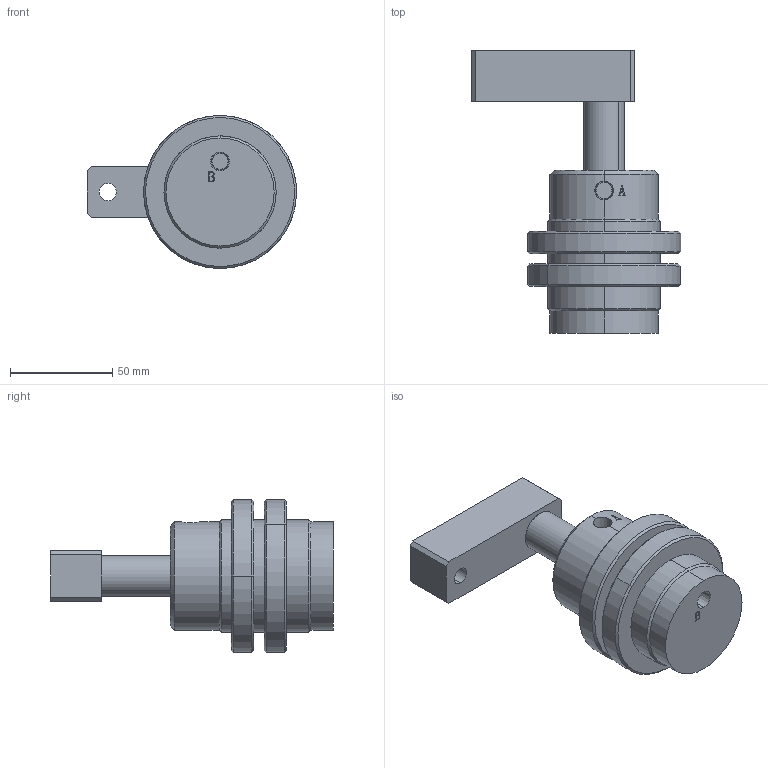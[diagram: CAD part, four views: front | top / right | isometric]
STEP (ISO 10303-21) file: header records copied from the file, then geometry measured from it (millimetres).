
FILE_DESCRIPTION (( 'STEP AP203' ), '1' );
FILE_NAME ('HNTS-40.STEP', '2019-10-16T03:52:37', ( '微软用户' ), ( '微软中国' ), 'SwSTEP 2.0', 'SolidWorks 2012', '' );
FILE_SCHEMA (( 'CONFIG_CONTROL_DESIGN' ));
Length unit declared in the file: millimetre
Products named in the file (5): HNTS-40; HNTS-40蹟譫; HNS-40活塞杆; HNS-40揤旋; HNTS-40掛极
Assembly tree (5 placements, depth 2):
  HNTS-40
    HNTS-40掛极
    HNS-40揤旋
    HNS-40活塞杆
    HNTS-40蹟譫  x2
Bounding box: 102.5 x 138.6 x 75 mm (x, y, z)
Volume: 245516.6 mm3; surface area: 62927.1 mm2
Topology: 5 solids, 5 shells, 149 faces, 346 edges, 219 vertices
Faces by surface type: plane 63, cylinder 36, cone 28, bspline 16, torus 6
Entity records: 5408 total; most frequent: CARTESIAN_POINT 1761, ORIENTED_EDGE 640, DIRECTION 634, EDGE_CURVE 320, AXIS2_PLACEMENT_3D 237, VERTEX_POINT 205, VECTOR 160, LINE 160
